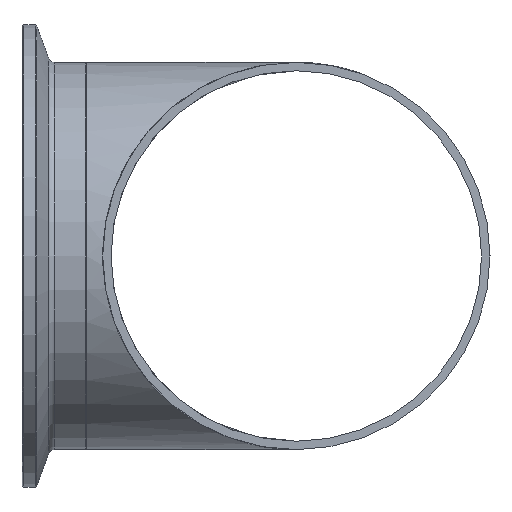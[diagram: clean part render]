
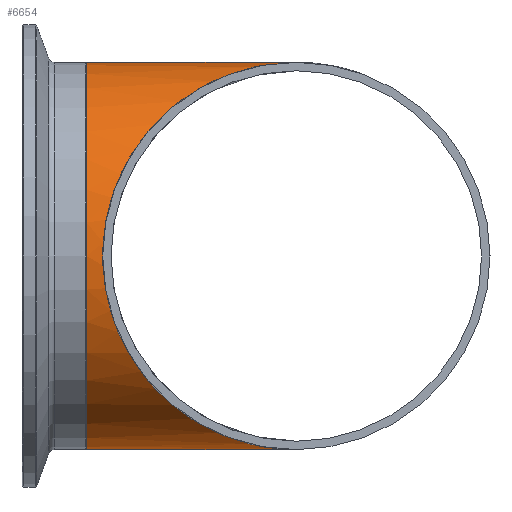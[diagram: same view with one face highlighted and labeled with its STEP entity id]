
A CAD part, left-side view. The second image highlights one B-rep face of the part: STEP entity #6654.
In plain terms, the highlighted cylindrical face has radius 38.1 mm (diameter 76.2 mm), a full revolution.
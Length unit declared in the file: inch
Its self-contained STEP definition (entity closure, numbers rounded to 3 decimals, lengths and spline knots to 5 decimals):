
#83=ELLIPSE('',#6989,2.12132,1.5);
#84=ELLIPSE('',#6990,2.12132,1.5);
#141=FACE_BOUND('',#1251,.T.);
#831=FACE_OUTER_BOUND('',#1250,.T.);
#1250=EDGE_LOOP('',(#6178,#6179));
#1251=EDGE_LOOP('',(#6180));
#1382=CIRCLE('',#7036,1.5);
#3250=VERTEX_POINT('',#14471);
#3251=VERTEX_POINT('',#14472);
#3272=VERTEX_POINT('',#14540);
#4223=EDGE_CURVE('',#3250,#3251,#83,.T.);
#4224=EDGE_CURVE('',#3251,#3250,#84,.T.);
#4245=EDGE_CURVE('',#3272,#3272,#1382,.T.);
#6178=ORIENTED_EDGE('',*,*,#4224,.F.);
#6179=ORIENTED_EDGE('',*,*,#4223,.F.);
#6180=ORIENTED_EDGE('',*,*,#4245,.T.);
#6231=CYLINDRICAL_SURFACE('',#7041,1.5);
#6654=ADVANCED_FACE('',(#831,#141),#6231,.T.);
#6989=AXIS2_PLACEMENT_3D('',#14473,#8150,#8151);
#6990=AXIS2_PLACEMENT_3D('',#14474,#8152,#8153);
#7036=AXIS2_PLACEMENT_3D('',#14541,#8244,#8245);
#7041=AXIS2_PLACEMENT_3D('',#14549,#8254,#8255);
#8150=DIRECTION('center_axis',(0.707,-0.707,0.));
#8151=DIRECTION('ref_axis',(-0.707,-0.707,0.));
#8152=DIRECTION('center_axis',(-0.707,-0.707,0.));
#8153=DIRECTION('ref_axis',(-0.707,0.707,0.));
#8244=DIRECTION('center_axis',(0.,-1.,0.));
#8245=DIRECTION('ref_axis',(-1.,0.,0.));
#8254=DIRECTION('center_axis',(0.,1.,0.));
#8255=DIRECTION('ref_axis',(-1.,0.,0.));
#14471=CARTESIAN_POINT('',(0.,0.,
-1.5));
#14472=CARTESIAN_POINT('',(0.,0.,
1.5));
#14473=CARTESIAN_POINT('Origin',(0.,0.,
0.));
#14474=CARTESIAN_POINT('Origin',(0.,0.,
0.));
#14540=CARTESIAN_POINT('',(1.5,1.625,0.));
#14541=CARTESIAN_POINT('Origin',(0.,1.625,0.));
#14549=CARTESIAN_POINT('Origin',(0.,0.,
0.));
